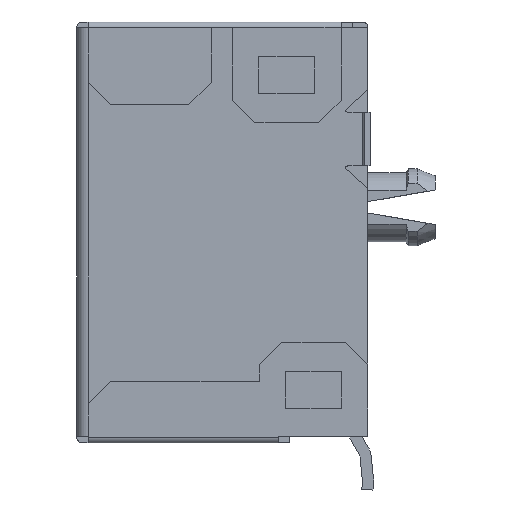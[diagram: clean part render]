
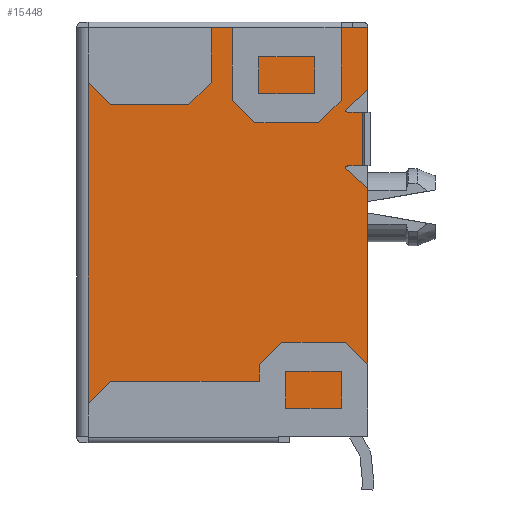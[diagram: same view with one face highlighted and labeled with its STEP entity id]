
A CAD part, left-side view. The second image highlights one B-rep face of the part: STEP entity #15448.
In plain terms, the highlighted planar face has unit normal (-1, 0, 0).
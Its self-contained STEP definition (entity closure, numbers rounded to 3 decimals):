
#10481=DIRECTION('',(0.,-1.,0.));
#10482=VECTOR('',#10481,0.7);
#10483=CARTESIAN_POINT('',(-7.95,-5.05,9.125));
#10484=LINE('',#10483,#10482);
#11183=DIRECTION('',(0.,-1.,0.));
#11184=VECTOR('',#11183,4.);
#11185=CARTESIAN_POINT('',(-7.95,-1.75,-9.125));
#11186=LINE('',#11185,#11184);
#11684=DIRECTION('',(0.,0.743,-0.669));
#11685=VECTOR('',#11684,1.345);
#11686=CARTESIAN_POINT('',(-7.95,-5.75,6.345));
#11687=LINE('',#11686,#11685);
#11688=DIRECTION('',(0.,0.,-1.));
#11689=VECTOR('',#11688,0.005);
#11690=CARTESIAN_POINT('',(-7.95,-4.75,2.85));
#11691=LINE('',#11690,#11689);
#11692=DIRECTION('',(0.,-0.743,-0.669));
#11693=VECTOR('',#11692,1.345);
#11694=CARTESIAN_POINT('',(-7.95,-4.75,2.845));
#11695=LINE('',#11694,#11693);
#11696=DIRECTION('',(0.,-1.,0.));
#11697=VECTOR('',#11696,8.5);
#11698=CARTESIAN_POINT('',(-7.95,6.75,-9.125));
#11699=LINE('',#11698,#11697);
#11700=DIRECTION('',(0.,0.,-1.));
#11701=VECTOR('',#11700,18.25);
#11702=CARTESIAN_POINT('',(-7.95,6.75,9.125));
#11703=LINE('',#11702,#11701);
#11704=DIRECTION('',(0.,-1.,0.));
#11705=VECTOR('',#11704,11.8);
#11706=CARTESIAN_POINT('',(-7.95,6.75,9.125));
#11707=LINE('',#11706,#11705);
#11720=DIRECTION('',(0.,0.,-1.));
#11721=VECTOR('',#11720,2.78);
#11722=CARTESIAN_POINT('',(-7.95,-5.75,9.125));
#11723=LINE('',#11722,#11721);
#11724=DIRECTION('',(0.,0.,-1.));
#11725=VECTOR('',#11724,11.07);
#11726=CARTESIAN_POINT('',(-7.95,-5.75,1.945));
#11727=LINE('',#11726,#11725);
#11766=CARTESIAN_POINT('',(-7.95,-4.85,2.85));
#11767=DIRECTION('',(1.,0.,0.));
#11768=DIRECTION('',(0.,1.,0.));
#11769=AXIS2_PLACEMENT_3D('',#11766,#11767,#11768);
#11800=DIRECTION('',(0.,-1.,0.));
#11801=VECTOR('',#11800,0.653);
#11802=CARTESIAN_POINT('',(-7.95,-4.85,2.95));
#11803=LINE('',#11802,#11801);
#11900=DIRECTION('',(0.,-1.,0.));
#11901=VECTOR('',#11900,0.653);
#11902=CARTESIAN_POINT('',(-7.95,-4.85,5.35));
#11903=LINE('',#11902,#11901);
#12031=DIRECTION('',(0.,0.,1.));
#12032=VECTOR('',#12031,2.4);
#12033=CARTESIAN_POINT('',(-7.95,-5.503,2.95));
#12034=LINE('',#12033,#12032);
#12035=CARTESIAN_POINT('',(-7.95,-4.85,5.45));
#12036=DIRECTION('',(1.,0.,0.));
#12037=DIRECTION('',(0.,0.,-1.));
#12038=AXIS2_PLACEMENT_3D('',#12035,#12036,#12037);
#12141=CARTESIAN_POINT('',(-7.95,-5.75,9.125));
#12143=VERTEX_POINT('',#12141);
#12149=CARTESIAN_POINT('',(-7.95,-5.75,-9.125));
#12151=VERTEX_POINT('',#12149);
#12189=CARTESIAN_POINT('',(-7.95,6.75,9.125));
#12191=VERTEX_POINT('',#12189);
#12193=CARTESIAN_POINT('',(-7.95,-5.05,9.125));
#12195=VERTEX_POINT('',#12193);
#12261=CARTESIAN_POINT('',(-7.95,-1.75,-9.125));
#12263=VERTEX_POINT('',#12261);
#12265=CARTESIAN_POINT('',(-7.95,6.75,-9.125));
#12267=VERTEX_POINT('',#12265);
#12637=CARTESIAN_POINT('',(-7.95,-4.75,2.845));
#12638=CARTESIAN_POINT('',(-7.95,-5.75,1.945));
#12639=VERTEX_POINT('',#12637);
#12640=VERTEX_POINT('',#12638);
#12645=CARTESIAN_POINT('',(-7.95,-5.75,6.345));
#12646=VERTEX_POINT('',#12645);
#12657=CARTESIAN_POINT('',(-7.95,-5.503,2.95));
#12659=VERTEX_POINT('',#12657);
#12673=CARTESIAN_POINT('',(-7.95,-5.503,5.35));
#12675=VERTEX_POINT('',#12673);
#12705=CARTESIAN_POINT('',(-7.95,-4.75,2.85));
#12706=CARTESIAN_POINT('',(-7.95,-4.85,2.95));
#12707=VERTEX_POINT('',#12705);
#12708=VERTEX_POINT('',#12706);
#12713=CARTESIAN_POINT('',(-7.95,-4.75,5.445));
#12714=VERTEX_POINT('',#12713);
#12719=CARTESIAN_POINT('',(-7.95,-4.85,5.35));
#12720=VERTEX_POINT('',#12719);
#15416=CARTESIAN_POINT('',(-7.95,6.75,9.125));
#15417=DIRECTION('',(-1.,0.,0.));
#15418=DIRECTION('',(0.,-1.,0.));
#15419=AXIS2_PLACEMENT_3D('',#15416,#15417,#15418);
#15420=PLANE('',#15419);
#15422=ORIENTED_EDGE('',*,*,#15421,.T.);
#15424=ORIENTED_EDGE('',*,*,#15423,.F.);
#15426=ORIENTED_EDGE('',*,*,#15425,.T.);
#15428=ORIENTED_EDGE('',*,*,#15427,.F.);
#15430=ORIENTED_EDGE('',*,*,#15429,.F.);
#15432=ORIENTED_EDGE('',*,*,#15431,.F.);
#15434=ORIENTED_EDGE('',*,*,#15433,.T.);
#15436=ORIENTED_EDGE('',*,*,#15435,.T.);
#15438=ORIENTED_EDGE('',*,*,#15437,.T.);
#15439=ORIENTED_EDGE('',*,*,#14656,.F.);
#15440=ORIENTED_EDGE('',*,*,#14247,.F.);
#15441=ORIENTED_EDGE('',*,*,#15410,.F.);
#15442=ORIENTED_EDGE('',*,*,#13270,.T.);
#15443=ORIENTED_EDGE('',*,*,#13614,.T.);
#15445=ORIENTED_EDGE('',*,*,#15444,.T.);
#15446=EDGE_LOOP('',(#15422,#15424,#15426,#15428,#15430,#15432,#15434,#15436,
#15438,#15439,#15440,#15441,#15442,#15443,#15445));
#15447=FACE_OUTER_BOUND('',#15446,.F.);
#15448=ADVANCED_FACE('',(#15447),#15420,.T.);
#11770=CIRCLE('',#11769,0.1);
#12039=CIRCLE('',#12038,0.1);
#13270=EDGE_CURVE('',#12191,#12195,#11707,.T.);
#13614=EDGE_CURVE('',#12195,#12143,#10484,.T.);
#14247=EDGE_CURVE('',#12267,#12263,#11699,.T.);
#14656=EDGE_CURVE('',#12263,#12151,#11186,.T.);
#15410=EDGE_CURVE('',#12191,#12267,#11703,.T.);
#15421=EDGE_CURVE('',#12646,#12714,#11687,.T.);
#15423=EDGE_CURVE('',#12720,#12714,#12039,.T.);
#15425=EDGE_CURVE('',#12720,#12675,#11903,.T.);
#15427=EDGE_CURVE('',#12659,#12675,#12034,.T.);
#15429=EDGE_CURVE('',#12708,#12659,#11803,.T.);
#15431=EDGE_CURVE('',#12707,#12708,#11770,.T.);
#15433=EDGE_CURVE('',#12707,#12639,#11691,.T.);
#15435=EDGE_CURVE('',#12639,#12640,#11695,.T.);
#15437=EDGE_CURVE('',#12640,#12151,#11727,.T.);
#15444=EDGE_CURVE('',#12143,#12646,#11723,.T.);
